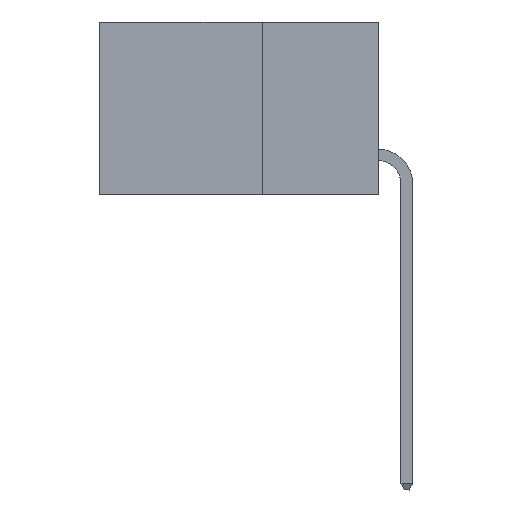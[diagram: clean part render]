
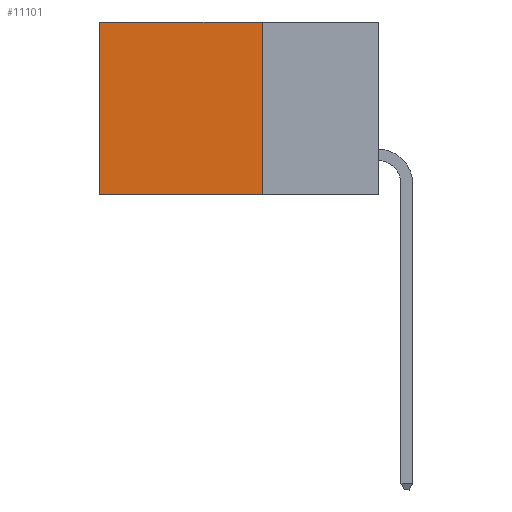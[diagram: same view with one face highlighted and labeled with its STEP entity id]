
A CAD part, left-side view. The second image highlights one B-rep face of the part: STEP entity #11101.
In plain terms, the highlighted planar face has unit normal (-1, 0, 0).
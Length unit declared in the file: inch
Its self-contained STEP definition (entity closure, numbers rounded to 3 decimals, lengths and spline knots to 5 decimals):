
#1418 = EDGE_CURVE ( 'NONE', #22449, #21308, #9528, .T. ) ;
#1492 = ORIENTED_EDGE ( 'NONE', *, *, #15474, .T. ) ;
#1969 = CARTESIAN_POINT ( 'NONE',  ( 0.298, 0.25, -0.37 ) ) ;
#3312 = FACE_OUTER_BOUND ( 'NONE', #21096, .T. ) ;
#4009 = ORIENTED_EDGE ( 'NONE', *, *, #1418, .F. ) ;
#4902 = VECTOR ( 'NONE', #14625, 39.37008 ) ;
#5224 = CARTESIAN_POINT ( 'NONE',  ( 0.298, 0.25, -0.37 ) ) ;
#6269 = VERTEX_POINT ( 'NONE', #19037 ) ;
#6643 = DIRECTION ( 'NONE',  ( 0., 1., 0. ) ) ;
#7018 = DIRECTION ( 'NONE',  ( 0., 1., 0. ) ) ;
#7287 = LINE ( 'NONE', #12382, #16518 ) ;
#8758 = ORIENTED_EDGE ( 'NONE', *, *, #13155, .T. ) ;
#9313 = LINE ( 'NONE', #5224, #14508 ) ;
#9448 = PLANE ( 'NONE',  #15586 ) ;
#9528 = LINE ( 'NONE', #14547, #4902 ) ;
#9607 = CARTESIAN_POINT ( 'NONE',  ( 0.298, 0.6, -0.37 ) ) ;
#9898 = ORIENTED_EDGE ( 'NONE', *, *, #11284, .F. ) ;
#10027 = DIRECTION ( 'NONE',  ( 0., 0., -1. ) ) ;
#11101 = ADVANCED_FACE ( 'NONE', ( #3312 ), #9448, .F. ) ;
#11284 = EDGE_CURVE ( 'NONE', #21308, #11547, #9313, .T. ) ;
#11547 = VERTEX_POINT ( 'NONE', #9607 ) ;
#12382 = CARTESIAN_POINT ( 'NONE',  ( 0.298, 0.6, 0. ) ) ;
#13155 = EDGE_CURVE ( 'NONE', #22449, #6269, #20222, .T. ) ;
#13995 = DIRECTION ( 'NONE',  ( 0., 0., -1. ) ) ;
#14508 = VECTOR ( 'NONE', #7018, 39.37008 ) ;
#14547 = CARTESIAN_POINT ( 'NONE',  ( 0.298, 0.25, 0. ) ) ;
#14625 = DIRECTION ( 'NONE',  ( 0., 0., -1. ) ) ;
#15474 = EDGE_CURVE ( 'NONE', #6269, #11547, #7287, .T. ) ;
#15586 = AXIS2_PLACEMENT_3D ( 'NONE', #18765, #20611, #10027 ) ;
#16518 = VECTOR ( 'NONE', #13995, 39.37008 ) ;
#18765 = CARTESIAN_POINT ( 'NONE',  ( 0.298, 0.25, 0. ) ) ;
#18883 = CARTESIAN_POINT ( 'NONE',  ( 0.298, 0.25, 0. ) ) ;
#19037 = CARTESIAN_POINT ( 'NONE',  ( 0.298, 0.6, 0. ) ) ;
#19101 = VECTOR ( 'NONE', #6643, 39.37008 ) ;
#20222 = LINE ( 'NONE', #18883, #19101 ) ;
#20253 = CARTESIAN_POINT ( 'NONE',  ( 0.298, 0.25, 0. ) ) ;
#20611 = DIRECTION ( 'NONE',  ( 1., 0., 0. ) ) ;
#21096 = EDGE_LOOP ( 'NONE', ( #1492, #9898, #4009, #8758 ) ) ;
#21308 = VERTEX_POINT ( 'NONE', #1969 ) ;
#22449 = VERTEX_POINT ( 'NONE', #20253 ) ;
